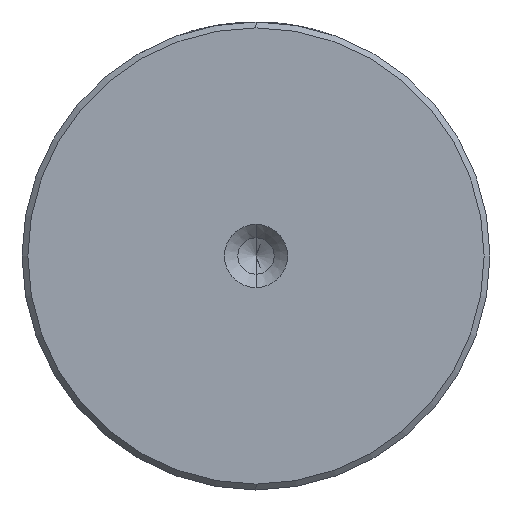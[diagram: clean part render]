
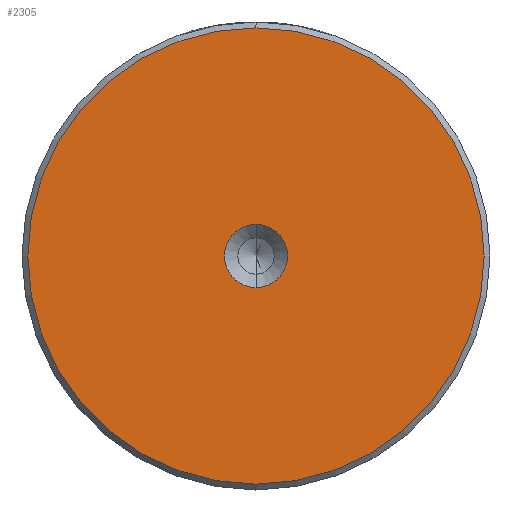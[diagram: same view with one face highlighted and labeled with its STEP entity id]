
A CAD part, left-side view. The second image highlights one B-rep face of the part: STEP entity #2305.
In plain terms, the highlighted planar face has unit normal (-1, 0, 0).
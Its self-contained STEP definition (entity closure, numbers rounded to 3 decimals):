
#70 = EDGE_LOOP ( 'NONE', ( #96, #1679 ) ) ;
#96 = ORIENTED_EDGE ( 'NONE', *, *, #1690, .F. ) ;
#153 = ORIENTED_EDGE ( 'NONE', *, *, #2159, .T. ) ;
#255 = EDGE_CURVE ( 'NONE', #2784, #983, #257, .T. ) ;
#257 = CIRCLE ( 'NONE', #1275, 2.7 ) ;
#342 = VERTEX_POINT ( 'NONE', #2900 ) ;
#519 = DIRECTION ( 'NONE',  ( -1., 0., 0. ) ) ;
#545 = CARTESIAN_POINT ( 'NONE',  ( 0., 0., 0. ) ) ;
#558 = CARTESIAN_POINT ( 'NONE',  ( 0., 0., 0. ) ) ;
#564 = CARTESIAN_POINT ( 'NONE',  ( 0., 0., 0. ) ) ;
#740 = CIRCLE ( 'NONE', #2599, 2.7 ) ;
#773 = DIRECTION ( 'NONE',  ( 0., 0., 1. ) ) ;
#789 = DIRECTION ( 'NONE',  ( 0., 0., 1. ) ) ;
#928 = DIRECTION ( 'NONE',  ( -1., 0., 0. ) ) ;
#933 = CARTESIAN_POINT ( 'NONE',  ( 0., 0., 2.7 ) ) ;
#983 = VERTEX_POINT ( 'NONE', #933 ) ;
#1039 = PLANE ( 'NONE',  #1430 ) ;
#1113 = EDGE_CURVE ( 'NONE', #1267, #342, #1576, .T. ) ;
#1142 = ORIENTED_EDGE ( 'NONE', *, *, #1113, .T. ) ;
#1267 = VERTEX_POINT ( 'NONE', #2709 ) ;
#1275 = AXIS2_PLACEMENT_3D ( 'NONE', #545, #2169, #773 ) ;
#1430 = AXIS2_PLACEMENT_3D ( 'NONE', #564, #2931, #1527 ) ;
#1527 = DIRECTION ( 'NONE',  ( 0., 0., 1. ) ) ;
#1576 = CIRCLE ( 'NONE', #2694, 19.5 ) ;
#1679 = ORIENTED_EDGE ( 'NONE', *, *, #255, .F. ) ;
#1690 = EDGE_CURVE ( 'NONE', #983, #2784, #740, .T. ) ;
#1721 = CIRCLE ( 'NONE', #2434, 19.5 ) ;
#1913 = CARTESIAN_POINT ( 'NONE',  ( 0., 0., 0. ) ) ;
#2064 = FACE_OUTER_BOUND ( 'NONE', #2523, .T. ) ;
#2151 = DIRECTION ( 'NONE',  ( 0., 0., 1. ) ) ;
#2159 = EDGE_CURVE ( 'NONE', #342, #1267, #1721, .T. ) ;
#2169 = DIRECTION ( 'NONE',  ( -1., 0., 0. ) ) ;
#2185 = DIRECTION ( 'NONE',  ( -1., 0., 0. ) ) ;
#2303 = CARTESIAN_POINT ( 'NONE',  ( 0., 0., -2.7 ) ) ;
#2305 = ADVANCED_FACE ( 'NONE', ( #2064, #2688 ), #1039, .T. ) ;
#2318 = CARTESIAN_POINT ( 'NONE',  ( 0., 0., 0. ) ) ;
#2434 = AXIS2_PLACEMENT_3D ( 'NONE', #1913, #519, #2151 ) ;
#2523 = EDGE_LOOP ( 'NONE', ( #1142, #153 ) ) ;
#2573 = DIRECTION ( 'NONE',  ( 0., 0., 1. ) ) ;
#2599 = AXIS2_PLACEMENT_3D ( 'NONE', #2318, #928, #2573 ) ;
#2688 = FACE_BOUND ( 'NONE', #70, .T. ) ;
#2694 = AXIS2_PLACEMENT_3D ( 'NONE', #558, #2185, #789 ) ;
#2709 = CARTESIAN_POINT ( 'NONE',  ( 0., 0., -19.5 ) ) ;
#2784 = VERTEX_POINT ( 'NONE', #2303 ) ;
#2900 = CARTESIAN_POINT ( 'NONE',  ( 0., 0., 19.5 ) ) ;
#2931 = DIRECTION ( 'NONE',  ( -1., 0., 0. ) ) ;
